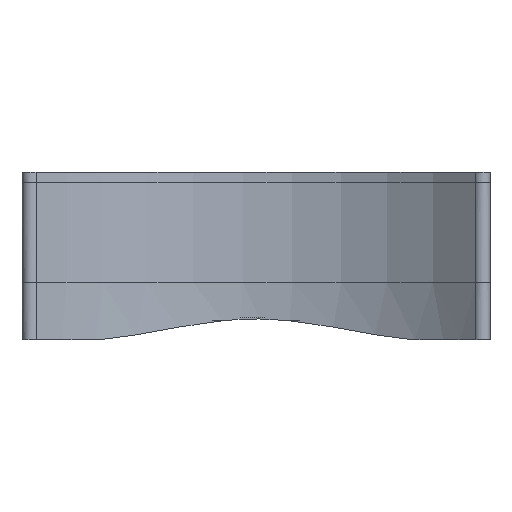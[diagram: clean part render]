
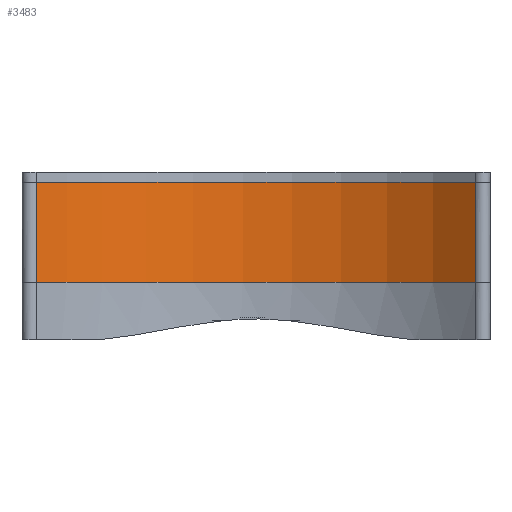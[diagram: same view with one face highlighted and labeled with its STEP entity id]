
A CAD part, front view. The second image highlights one B-rep face of the part: STEP entity #3483.
In plain terms, the highlighted free-form (B-spline) face has degree [2, 1] with [3, 2] control points.
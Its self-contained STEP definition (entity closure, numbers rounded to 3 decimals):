
#2429 = VERTEX_POINT('',#2430);
#2430 = CARTESIAN_POINT('',(5.833,5.762,
    41.651));
#2436 = EDGE_CURVE('',#2437,#2429,#2439,.T.);
#2437 = VERTEX_POINT('',#2438);
#2438 = CARTESIAN_POINT('',(188.537,5.762,
    41.651));
#2439 = ( BOUNDED_CURVE() B_SPLINE_CURVE(2,(#2440,#2441,#2442),
.UNSPECIFIED.,.F.,.F.) B_SPLINE_CURVE_WITH_KNOTS((3,3),(
0.061,1.558),.PIECEWISE_BEZIER_KNOTS.) CURVE() 
GEOMETRIC_REPRESENTATION_ITEM() RATIONAL_B_SPLINE_CURVE((1.,
0.733,1.)) REPRESENTATION_ITEM('') );
#2440 = CARTESIAN_POINT('',(188.537,5.762,
    41.651));
#2441 = CARTESIAN_POINT('',(97.185,90.64,
    41.651));
#2442 = CARTESIAN_POINT('',(5.833,5.762,
    41.651));
#3457 = EDGE_CURVE('',#2437,#3458,#3460,.T.);
#3458 = VERTEX_POINT('',#3459);
#3459 = CARTESIAN_POINT('',(188.537,5.762,0.));
#3460 = B_SPLINE_CURVE_WITH_KNOTS('',1,(#3461,#3462),.UNSPECIFIED.,.F.,
  .F.,(2,2),(-30.,0.),.PIECEWISE_BEZIER_KNOTS.);
#3461 = CARTESIAN_POINT('',(188.537,5.762,
    41.651));
#3462 = CARTESIAN_POINT('',(188.537,5.762,0.));
#3483 = ADVANCED_FACE('',(#3484),#3501,.F.);
#3484 = FACE_BOUND('',#3485,.F.);
#3485 = EDGE_LOOP('',(#3486,#3494,#3499,#3500));
#3486 = ORIENTED_EDGE('',*,*,#3487,.T.);
#3487 = EDGE_CURVE('',#3458,#3488,#3490,.T.);
#3488 = VERTEX_POINT('',#3489);
#3489 = CARTESIAN_POINT('',(5.833,5.762,0.));
#3490 = ( BOUNDED_CURVE() B_SPLINE_CURVE(2,(#3491,#3492,#3493),
.UNSPECIFIED.,.F.,.F.) B_SPLINE_CURVE_WITH_KNOTS((3,3),(
0.061,1.558),.PIECEWISE_BEZIER_KNOTS.) CURVE() 
GEOMETRIC_REPRESENTATION_ITEM() RATIONAL_B_SPLINE_CURVE((1.,
0.733,1.)) REPRESENTATION_ITEM('') );
#3491 = CARTESIAN_POINT('',(188.537,5.762,0.));
#3492 = CARTESIAN_POINT('',(97.185,90.64,0.));
#3493 = CARTESIAN_POINT('',(5.833,5.762,0.));
#3494 = ORIENTED_EDGE('',*,*,#3495,.T.);
#3495 = EDGE_CURVE('',#3488,#2429,#3496,.T.);
#3496 = B_SPLINE_CURVE_WITH_KNOTS('',1,(#3497,#3498),.UNSPECIFIED.,.F.,
  .F.,(2,2),(0.,30.),.PIECEWISE_BEZIER_KNOTS.);
#3497 = CARTESIAN_POINT('',(5.833,5.762,0.));
#3498 = CARTESIAN_POINT('',(5.833,5.762,
    41.651));
#3499 = ORIENTED_EDGE('',*,*,#2436,.F.);
#3500 = ORIENTED_EDGE('',*,*,#3457,.T.);
#3501 = ( BOUNDED_SURFACE() B_SPLINE_SURFACE(2,1,(
    (#3502,#3503)
    ,(#3504,#3505)
    ,(#3506,#3507
)),.UNSPECIFIED.,.F.,.F.,.F.) B_SPLINE_SURFACE_WITH_KNOTS((3,3),(2,2),(
    0.061,1.558),(0.,30.),
.PIECEWISE_BEZIER_KNOTS.) GEOMETRIC_REPRESENTATION_ITEM() 
RATIONAL_B_SPLINE_SURFACE((
    (1.,1.)
    ,(0.733,0.733)
,(1.,1.))) REPRESENTATION_ITEM('') SURFACE() );
#3502 = CARTESIAN_POINT('',(188.537,5.762,0.));
#3503 = CARTESIAN_POINT('',(188.537,5.762,
    41.651));
#3504 = CARTESIAN_POINT('',(97.185,90.64,0.));
#3505 = CARTESIAN_POINT('',(97.185,90.64,
    41.651));
#3506 = CARTESIAN_POINT('',(5.833,5.762,0.));
#3507 = CARTESIAN_POINT('',(5.833,5.762,
    41.651));
